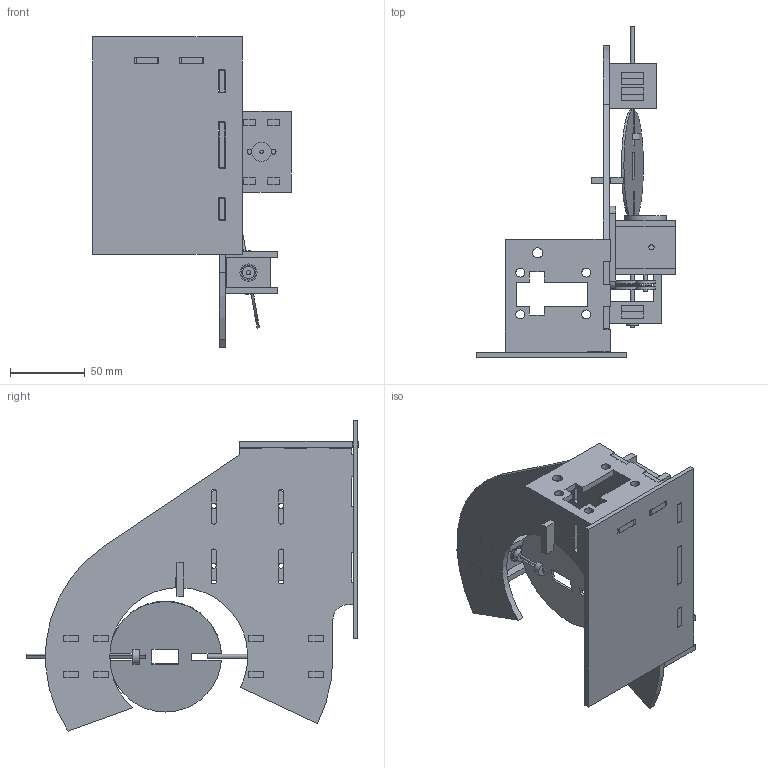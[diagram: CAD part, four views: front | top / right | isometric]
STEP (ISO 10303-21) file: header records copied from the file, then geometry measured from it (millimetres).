
FILE_DESCRIPTION(/* description */ (''),/* implementation_level */ '2;1');
FILE_NAME(/* name */ 'Main Assembly.step',/* time_stamp */ '2018-11-27T00:44:09-08:00',/* author */ ('jrainier'),/* organization */ (''),/* preprocessor_version */ 'ST-DEVELOPER v17.2',/* originating_system */ 'Autodesk Translation Framework v7.6.0.251',/* authorisation */ '');
FILE_SCHEMA (('AUTOMOTIVE_DESIGN { 1 0 10303 214 3 1 1 }'));
Length unit declared in the file: millimetre
Products named in the file (21): Main Assembly; Main Plate; Bearing Side Plate; Driven Pulley 40t; PCB; Motor Assembly; DC Motor; Motor Pulley; Motor mount plate; Motor Back Plate; Motor Bottom Plate; Motor Side Plate; Bearing holder; 623ZZ Flanged; D-Shaft; 3mm Shaft Collar; Bearing Long Side Plate; Shaft Coupler; base; Magnet Holder; Base Support
Assembly tree (35 placements, depth 3):
  Main Assembly
    Bearing Side Plate  x2
    Main Plate
    Bearing holder  x8
    Driven Pulley 40t
    D-Shaft  x2
    PCB
    Motor Assembly
      DC Motor
      Motor Pulley
      Motor mount plate
      Motor Back Plate
      Motor Bottom Plate
      Motor Side Plate  x2
    Bearing Long Side Plate  x2
    623ZZ Flanged  x3
    3mm Shaft Collar  x3
    Shaft Coupler
    base
    Magnet Holder
    Base Support
Bounding box: 132.91 x 221.87 x 207.24 mm (x, y, z)
Volume: 262564.2 mm3; surface area: 167582.5 mm2
Topology: 43 solids, 43 shells, 1491 faces, 4215 edges, 2810 vertices
Faces by surface type: plane 1365, cylinder 80, bspline 46
Full cylindrical faces by diameter (mm): 2.281 x3, 2.3 x2, 3 x3, 3.1 x3, 3.4 x8, 6 x4, 6.722 x1, 8 x3, 10 x17, 11.5 x3, 13 x2, 27.5 x2, 29.137 x2
Entity records: 43306 total; most frequent: CARTESIAN_POINT 8593, ORIENTED_EDGE 7434, DIRECTION 6347, EDGE_CURVE 3717, LINE 3507, VECTOR 3507, VERTEX_POINT 2478, AXIS2_PLACEMENT_3D 1420
